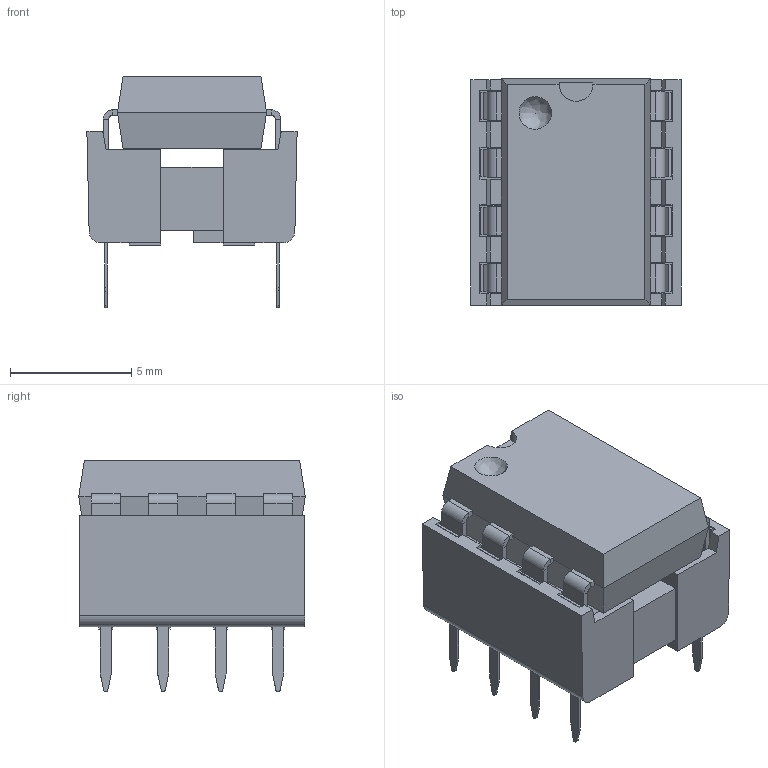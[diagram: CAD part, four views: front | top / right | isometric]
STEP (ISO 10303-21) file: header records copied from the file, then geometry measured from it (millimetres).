
FILE_DESCRIPTION(('FreeCAD Model'),'2;1');
FILE_NAME('Open CASCADE Shape Model','2025-05-05T06:55:42',('FreeCAD'),( 'FreeCAD'),'Open CASCADE STEP processor 7.6','FreeCAD','Unknown');
FILE_SCHEMA(('AUTOMOTIVE_DESIGN { 1 0 10303 214 1 1 1 1 }'));
Products named in the file (1): Open CASCADE STEP translator 7.6 1
Bounding box: 8.66 x 9.34 x 9.54 mm (x, y, z)
Volume: 348.8 mm3; surface area: 989.2 mm2
Topology: 2 solids, 2 shells, 1117 faces, 2707 edges, 1596 vertices
Faces by surface type: bspline 1117
Entity records: 78762 total; most frequent: CARTESIAN_POINT 62398, ORIENTED_EDGE 5412, EDGE_CURVE 2706, B_SPLINE_CURVE_WITH_KNOTS 2374, VERTEX_POINT 1596, FACE_BOUND 1138, EDGE_LOOP 1138, ADVANCED_FACE 1117
